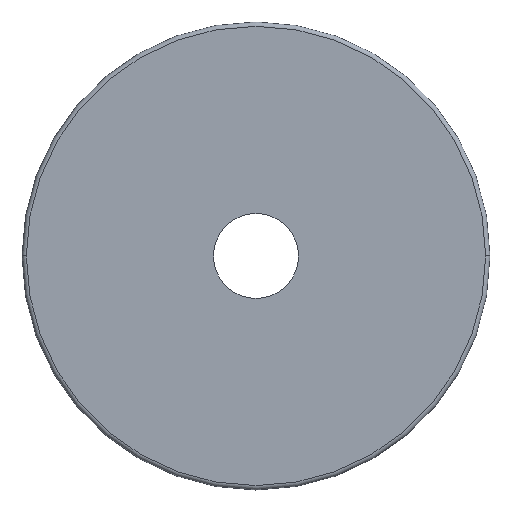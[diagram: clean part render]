
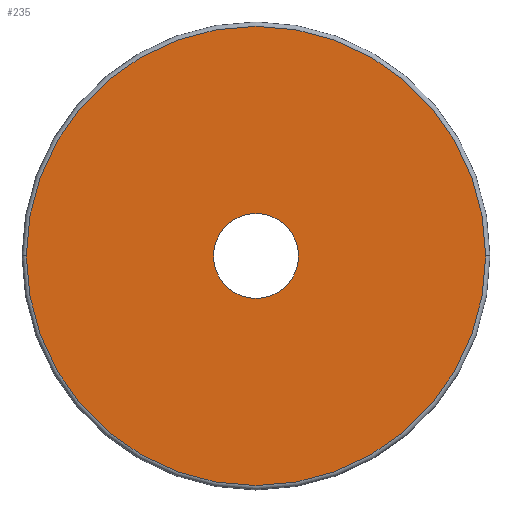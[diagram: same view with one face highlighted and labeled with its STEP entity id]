
A CAD part, top view. The second image highlights one B-rep face of the part: STEP entity #235.
In plain terms, the highlighted face is planar.
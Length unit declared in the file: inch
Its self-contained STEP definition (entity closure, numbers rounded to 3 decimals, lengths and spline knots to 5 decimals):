
#2=CARTESIAN_POINT('',(0.,0.3125,0.));
#3=DIRECTION('',(0.,1.,0.));
#4=DIRECTION('',(1.,0.,0.));
#5=AXIS2_PLACEMENT_3D('',#2,#3,#4);
#7=CARTESIAN_POINT('',(0.,0.3125,0.));
#8=DIRECTION('',(0.,1.,0.));
#9=DIRECTION('',(-1.,0.,0.));
#10=AXIS2_PLACEMENT_3D('',#7,#8,#9);
#12=CARTESIAN_POINT('',(0.,0.3125,0.));
#13=DIRECTION('',(0.,1.,0.));
#14=DIRECTION('',(1.,0.,0.));
#15=AXIS2_PLACEMENT_3D('',#12,#13,#14);
#17=CARTESIAN_POINT('',(0.,0.3125,0.));
#18=DIRECTION('',(0.,1.,0.));
#19=DIRECTION('',(-1.,0.,0.));
#20=AXIS2_PLACEMENT_3D('',#17,#18,#19);
#182=CARTESIAN_POINT('',(1.595,0.3125,0.));
#183=CARTESIAN_POINT('',(-1.595,0.3125,0.));
#184=VERTEX_POINT('',#182);
#185=VERTEX_POINT('',#183);
#190=CARTESIAN_POINT('',(0.295,0.3125,0.));
#191=CARTESIAN_POINT('',(-0.295,0.3125,0.));
#192=VERTEX_POINT('',#190);
#193=VERTEX_POINT('',#191);
#218=CARTESIAN_POINT('',(0.,0.3125,0.));
#219=DIRECTION('',(0.,1.,0.));
#220=DIRECTION('',(1.,0.,0.));
#221=AXIS2_PLACEMENT_3D('',#218,#219,#220);
#222=PLANE('',#221);
#224=ORIENTED_EDGE('',*,*,#223,.F.);
#226=ORIENTED_EDGE('',*,*,#225,.F.);
#227=EDGE_LOOP('',(#224,#226));
#228=FACE_OUTER_BOUND('',#227,.F.);
#230=ORIENTED_EDGE('',*,*,#229,.T.);
#232=ORIENTED_EDGE('',*,*,#231,.T.);
#233=EDGE_LOOP('',(#230,#232));
#234=FACE_BOUND('',#233,.F.);
#235=ADVANCED_FACE('',(#228,#234),#222,.T.);
#6=CIRCLE('',#5,1.595);
#11=CIRCLE('',#10,1.595);
#16=CIRCLE('',#15,0.295);
#21=CIRCLE('',#20,0.295);
#223=EDGE_CURVE('',#184,#185,#6,.T.);
#225=EDGE_CURVE('',#185,#184,#11,.T.);
#229=EDGE_CURVE('',#192,#193,#16,.T.);
#231=EDGE_CURVE('',#193,#192,#21,.T.);
